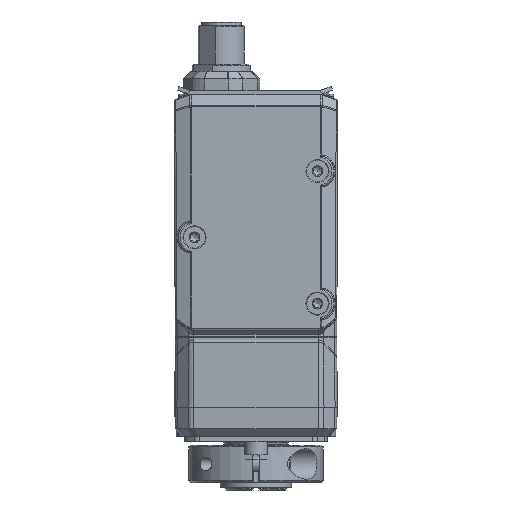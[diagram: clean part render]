
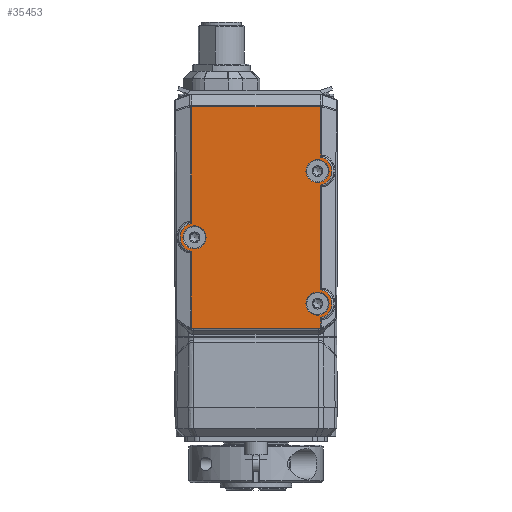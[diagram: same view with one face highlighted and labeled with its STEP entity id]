
A CAD part, front view. The second image highlights one B-rep face of the part: STEP entity #35453.
In plain terms, the highlighted planar face has unit normal (0, -1, 0).
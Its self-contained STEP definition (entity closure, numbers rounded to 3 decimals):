
#133=ELLIPSE('',#37588,1.732,1.5);
#134=ELLIPSE('',#37592,1.732,1.5);
#144=ELLIPSE('',#37628,0.707,0.5);
#145=ELLIPSE('',#37632,0.707,0.5);
#2270=FACE_BOUND('',#6875,.T.);
#2271=FACE_BOUND('',#6876,.T.);
#2272=FACE_BOUND('',#6877,.T.);
#2889=PLANE('',#37661);
#4857=FACE_OUTER_BOUND('',#6874,.T.);
#6874=EDGE_LOOP('',(#29268,#29269,#29270,#29271,#29272,#29273,#29274,#29275,
#29276,#29277,#29278,#29279,#29280,#29281));
#6875=EDGE_LOOP('',(#29282));
#6876=EDGE_LOOP('',(#29283));
#6877=EDGE_LOOP('',(#29284));
#9503=LINE('',#61134,#12050);
#9506=LINE('',#61159,#12053);
#9508=LINE('',#61176,#12055);
#9538=LINE('',#61735,#12085);
#9547=LINE('',#61874,#12094);
#9549=LINE('',#61899,#12096);
#9552=LINE('',#62018,#12099);
#12050=VECTOR('',#43521,10.);
#12053=VECTOR('',#43526,10.);
#12055=VECTOR('',#43530,10.);
#12085=VECTOR('',#43778,10.);
#12094=VECTOR('',#43821,10.);
#12096=VECTOR('',#43829,10.);
#12099=VECTOR('',#43872,10.);
#13069=CIRCLE('',#37412,3.);
#13070=CIRCLE('',#37414,3.);
#13071=CIRCLE('',#37416,3.);
#13170=CIRCLE('',#37662,3.75);
#13171=CIRCLE('',#37663,3.75);
#13172=CIRCLE('',#37664,3.75);
#15855=VERTEX_POINT('',#60848);
#15856=VERTEX_POINT('',#60852);
#15857=VERTEX_POINT('',#60856);
#15952=VERTEX_POINT('',#61125);
#15954=VERTEX_POINT('',#61133);
#15957=VERTEX_POINT('',#61143);
#15959=VERTEX_POINT('',#61152);
#15961=VERTEX_POINT('',#61162);
#15963=VERTEX_POINT('',#61171);
#16041=VERTEX_POINT('',#61730);
#16042=VERTEX_POINT('',#61734);
#16055=VERTEX_POINT('',#61866);
#16056=VERTEX_POINT('',#61873);
#16059=VERTEX_POINT('',#61883);
#16062=VERTEX_POINT('',#61894);
#16068=VERTEX_POINT('',#62013);
#16069=VERTEX_POINT('',#62017);
#20326=EDGE_CURVE('',#15855,#15855,#13069,.T.);
#20328=EDGE_CURVE('',#15856,#15856,#13070,.T.);
#20330=EDGE_CURVE('',#15857,#15857,#13071,.T.);
#20461=EDGE_CURVE('',#15952,#15954,#9503,.T.);
#20467=EDGE_CURVE('',#15959,#15957,#9506,.T.);
#20471=EDGE_CURVE('',#15963,#15961,#9508,.T.);
#20603=EDGE_CURVE('',#15954,#16041,#133,.T.);
#20605=EDGE_CURVE('',#16041,#16042,#9538,.T.);
#20607=EDGE_CURVE('',#16042,#15963,#134,.T.);
#20629=EDGE_CURVE('',#16055,#16056,#9547,.T.);
#20636=EDGE_CURVE('',#16062,#16059,#9549,.T.);
#20655=EDGE_CURVE('',#16056,#16068,#144,.T.);
#20657=EDGE_CURVE('',#16068,#16069,#9552,.T.);
#20659=EDGE_CURVE('',#16069,#16062,#145,.T.);
#20689=EDGE_CURVE('',#15957,#15952,#13170,.T.);
#20690=EDGE_CURVE('',#16059,#15959,#13171,.T.);
#20691=EDGE_CURVE('',#15961,#16055,#13172,.T.);
#29268=ORIENTED_EDGE('',*,*,#20461,.F.);
#29269=ORIENTED_EDGE('',*,*,#20689,.F.);
#29270=ORIENTED_EDGE('',*,*,#20467,.F.);
#29271=ORIENTED_EDGE('',*,*,#20690,.F.);
#29272=ORIENTED_EDGE('',*,*,#20636,.F.);
#29273=ORIENTED_EDGE('',*,*,#20659,.F.);
#29274=ORIENTED_EDGE('',*,*,#20657,.F.);
#29275=ORIENTED_EDGE('',*,*,#20655,.F.);
#29276=ORIENTED_EDGE('',*,*,#20629,.F.);
#29277=ORIENTED_EDGE('',*,*,#20691,.F.);
#29278=ORIENTED_EDGE('',*,*,#20471,.F.);
#29279=ORIENTED_EDGE('',*,*,#20607,.F.);
#29280=ORIENTED_EDGE('',*,*,#20605,.F.);
#29281=ORIENTED_EDGE('',*,*,#20603,.F.);
#29282=ORIENTED_EDGE('',*,*,#20326,.T.);
#29283=ORIENTED_EDGE('',*,*,#20330,.T.);
#29284=ORIENTED_EDGE('',*,*,#20328,.T.);
#35453=ADVANCED_FACE('',(#4857,#2270,#2271,#2272),#2889,.T.);
#37412=AXIS2_PLACEMENT_3D('',#60849,#43283,#43284);
#37414=AXIS2_PLACEMENT_3D('',#60853,#43288,#43289);
#37416=AXIS2_PLACEMENT_3D('',#60857,#43293,#43294);
#37588=AXIS2_PLACEMENT_3D('',#61731,#43772,#43773);
#37592=AXIS2_PLACEMENT_3D('',#61757,#43781,#43782);
#37628=AXIS2_PLACEMENT_3D('',#62014,#43866,#43867);
#37632=AXIS2_PLACEMENT_3D('',#62036,#43875,#43876);
#37661=AXIS2_PLACEMENT_3D('',#62212,#43941,#43942);
#37662=AXIS2_PLACEMENT_3D('',#62213,#43943,#43944);
#37663=AXIS2_PLACEMENT_3D('',#62214,#43945,#43946);
#37664=AXIS2_PLACEMENT_3D('',#62215,#43947,#43948);
#43283=DIRECTION('center_axis',(0.,1.,0.));
#43284=DIRECTION('ref_axis',(0.,0.,
-1.));
#43288=DIRECTION('center_axis',(0.,1.,0.));
#43289=DIRECTION('ref_axis',(0.,0.,
-1.));
#43293=DIRECTION('center_axis',(0.,1.,0.));
#43294=DIRECTION('ref_axis',(0.,0.,
-1.));
#43521=DIRECTION('',(0.,0.,-1.));
#43526=DIRECTION('',(0.,0.,-1.));
#43530=DIRECTION('',(0.,0.,1.));
#43772=DIRECTION('center_axis',(0.,1.,0.));
#43773=DIRECTION('ref_axis',(0.,0.,
-1.));
#43778=DIRECTION('',(-1.,0.,0.));
#43781=DIRECTION('center_axis',(0.,1.,0.));
#43782=DIRECTION('ref_axis',(0.,0.,
-1.));
#43821=DIRECTION('',(0.,0.,1.));
#43829=DIRECTION('',(0.,0.,-1.));
#43866=DIRECTION('center_axis',(0.,1.,0.));
#43867=DIRECTION('ref_axis',(0.,0.,
1.));
#43872=DIRECTION('',(1.,0.,0.));
#43875=DIRECTION('center_axis',(0.,1.,0.));
#43876=DIRECTION('ref_axis',(0.,0.,
1.));
#43941=DIRECTION('center_axis',(0.,-1.,0.));
#43942=DIRECTION('ref_axis',(1.,0.,0.));
#43943=DIRECTION('center_axis',(0.,1.,0.));
#43944=DIRECTION('ref_axis',(1.,0.,0.));
#43945=DIRECTION('center_axis',(0.,1.,0.));
#43946=DIRECTION('ref_axis',(1.,0.,0.));
#43947=DIRECTION('center_axis',(0.,1.,0.));
#43948=DIRECTION('ref_axis',(-1.,0.,0.));
#60848=CARTESIAN_POINT('',(16.,-41.5,37.5));
#60849=CARTESIAN_POINT('Origin',(16.,-41.5,34.5));
#60852=CARTESIAN_POINT('',(-16.,-41.5,54.75));
#60853=CARTESIAN_POINT('Origin',(-16.,-41.5,51.75));
#60856=CARTESIAN_POINT('',(16.,-41.5,72.));
#60857=CARTESIAN_POINT('Origin',(16.,-41.5,69.));
#61125=CARTESIAN_POINT('',(16.824,-41.5,30.842));
#61133=CARTESIAN_POINT('',(16.824,-41.5,28.052));
#61134=CARTESIAN_POINT('',(16.824,-41.5,56.458));
#61143=CARTESIAN_POINT('',(16.824,-41.5,38.158));
#61152=CARTESIAN_POINT('',(16.824,-41.5,65.342));
#61159=CARTESIAN_POINT('',(16.824,-41.5,56.458));
#61162=CARTESIAN_POINT('',(-16.824,-41.5,48.092));
#61171=CARTESIAN_POINT('',(-16.824,-41.5,28.052));
#61176=CARTESIAN_POINT('',(-16.824,-41.5,56.458));
#61730=CARTESIAN_POINT('',(16.3,-41.5,27.943));
#61731=CARTESIAN_POINT('Origin',(16.3,-41.5,29.675));
#61734=CARTESIAN_POINT('',(-16.3,-41.5,27.943));
#61735=CARTESIAN_POINT('',(-2.5,-41.5,27.943));
#61757=CARTESIAN_POINT('Origin',(-16.3,-41.5,29.675));
#61866=CARTESIAN_POINT('',(-16.824,-41.5,55.408));
#61873=CARTESIAN_POINT('',(-16.824,-41.5,85.79));
#61874=CARTESIAN_POINT('',(-16.824,-41.5,56.458));
#61883=CARTESIAN_POINT('',(16.824,-41.5,72.658));
#61894=CARTESIAN_POINT('',(16.824,-41.5,85.79));
#61899=CARTESIAN_POINT('',(16.824,-41.5,56.458));
#62013=CARTESIAN_POINT('',(-16.778,-41.5,85.793));
#62014=CARTESIAN_POINT('Origin',(-16.778,-41.5,85.086));
#62017=CARTESIAN_POINT('',(16.778,-41.5,85.793));
#62018=CARTESIAN_POINT('',(-2.5,-41.5,85.793));
#62036=CARTESIAN_POINT('Origin',(16.778,-41.5,85.086));
#62212=CARTESIAN_POINT('Origin',(16.,-41.5,34.5));
#62213=CARTESIAN_POINT('Origin',(16.,-41.5,34.5));
#62214=CARTESIAN_POINT('Origin',(16.,-41.5,69.));
#62215=CARTESIAN_POINT('Origin',(-16.,-41.5,51.75));
